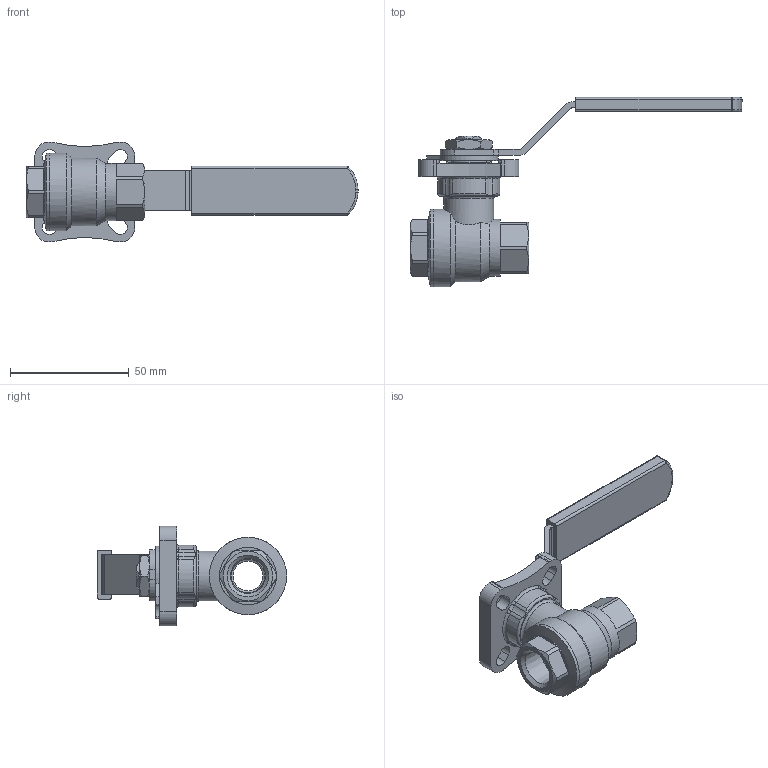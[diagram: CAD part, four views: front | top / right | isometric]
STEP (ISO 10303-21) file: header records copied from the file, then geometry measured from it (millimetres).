
FILE_DESCRIPTION(('STEP AP214'),'1');
FILE_NAME(' 3-8.stp','2023-12-06T03:24:12',(' '),(' '),'Spatial InterOp 3D',' ',' ');
FILE_SCHEMA(('AUTOMOTIVE_DESIGN { 1 0 10303 214 1 1 1 1 }'));
Length unit declared in the file: millimetre
Products named in the file (16): 2PC_____3-8; 阀体; 阀盖; 阀杆; 小片; 填料; 压环; 大片; 碟形弹簧; 非标螺母; 防松垫片; 定位片; 手柄; 手柄套
Assembly tree (15 placements, depth 2):
  2PC_____3-8
    阀体
    阀盖
    阀杆
    小片
    填料
    压环
    大片
    碟形弹簧
    非标螺母
    防松垫片
    定位片
    手柄
    非标螺母
    碟形弹簧
    手柄套
Bounding box: 139.5 x 79.5 x 42 mm (x, y, z)
Volume: 42593.6 mm3; surface area: 36720.4 mm2
Topology: 16 solids, 16 shells, 384 faces, 913 edges, 569 vertices
Faces by surface type: plane 164, cylinder 122, cone 54, torus 35, sphere 9
Full cylindrical faces by diameter (mm): 8.713 x1, 9.74 x2, 11.3 x1, 12.5 x2, 12.8 x2, 14 x4, 14.2 x1, 14.3 x1, 16.5 x1, 17 x1, 17.2 x1, 17.3 x1, 17.5 x2, 19.5 x2, 21 x1, 23 x3, 24 x2, 25.5 x1, 26.5 x1, 27 x2, 27.5 x1, 30 x2, 32.5 x2
Entity records: 14327 total; most frequent: CARTESIAN_POINT 2355, DIRECTION 1874, ORIENTED_EDGE 1632, EDGE_CURVE 816, AXIS2_PLACEMENT_3D 751, VERTEX_POINT 556, EDGE_LOOP 512, FACE_OUTER_BOUND 436
